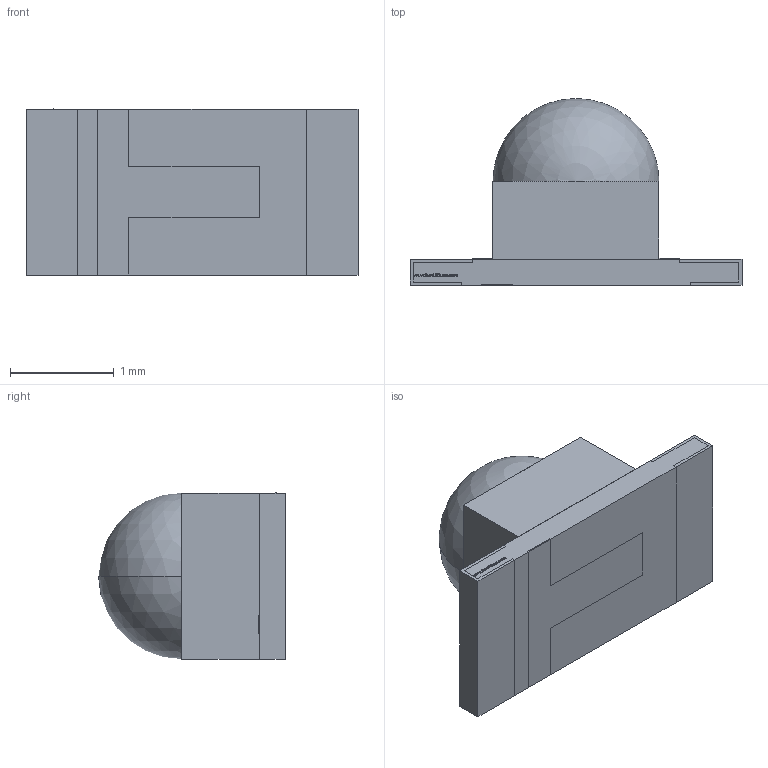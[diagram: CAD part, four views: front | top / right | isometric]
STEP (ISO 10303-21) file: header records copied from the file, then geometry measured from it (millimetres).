
FILE_DESCRIPTION (( 'STEP AP214' ), '1' );
FILE_NAME ('XZXX55W-3.STEP', '2015-09-11T16:01:19', ( '' ), ( '' ), 'SwSTEP 2.0', 'SolidWorks 2012', '' );
FILE_SCHEMA (( 'AUTOMOTIVE_DESIGN' ));
Length unit declared in the file: millimetre
Products named in the file (1): XZXX55W-3
Bounding box: 3.2 x 1.8 x 1.6 mm (x, y, z)
Volume: 4.3 mm3; surface area: 39.5 mm2
Topology: 9 solids, 9 shells, 295 faces, 776 edges, 517 vertices
Faces by surface type: plane 194, bspline 99, sphere 2
Entity records: 16077 total; most frequent: CARTESIAN_POINT 6938, ORIENTED_EDGE 1544, DIRECTION 972, EDGE_CURVE 772, VECTOR 570, LINE 570, VERTEX_POINT 515, EDGE_LOOP 315
